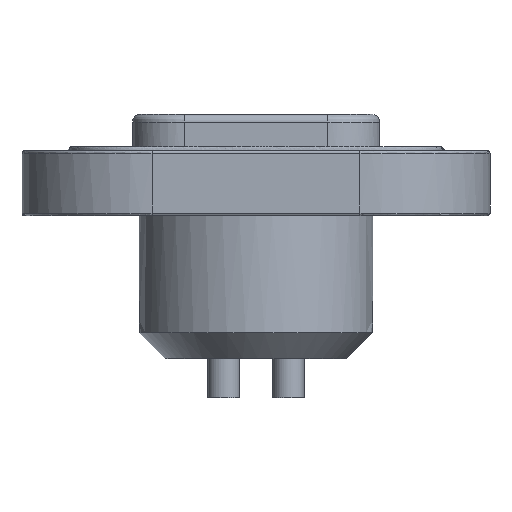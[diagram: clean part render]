
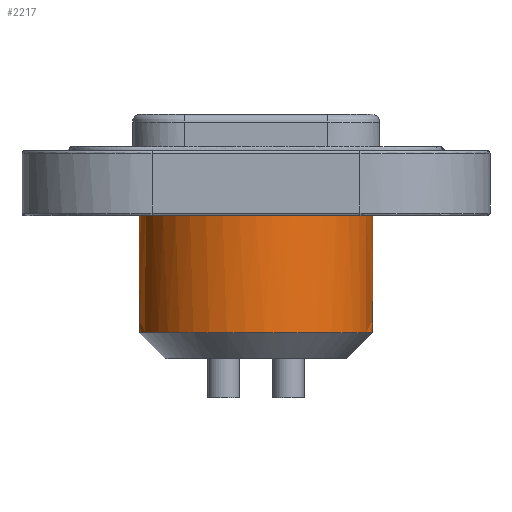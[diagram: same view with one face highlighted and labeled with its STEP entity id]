
A CAD part, left-side view. The second image highlights one B-rep face of the part: STEP entity #2217.
In plain terms, the highlighted free-form (B-spline) face has degree [2, 1] with [7, 2] control points.
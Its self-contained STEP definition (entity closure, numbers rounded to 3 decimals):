
#1943 = EDGE_CURVE('',#1944,#1946,#1948,.T.);
#1944 = VERTEX_POINT('',#1945);
#1945 = CARTESIAN_POINT('',(-11.619,-3.735,
    -3.32));
#1946 = VERTEX_POINT('',#1947);
#1947 = CARTESIAN_POINT('',(-9.036,-2.697,
    -3.32));
#1948 = ( BOUNDED_CURVE() B_SPLINE_CURVE(2,(#1949,#1950,#1951),
.UNSPECIFIED.,.F.,.F.) B_SPLINE_CURVE_WITH_KNOTS((3,3),(4.712,
5.476),.PIECEWISE_BEZIER_KNOTS.) CURVE() 
GEOMETRIC_REPRESENTATION_ITEM() RATIONAL_B_SPLINE_CURVE((1.,
0.928,1.)) REPRESENTATION_ITEM('') );
#1949 = CARTESIAN_POINT('',(-11.619,-3.735,
    -3.32));
#1950 = CARTESIAN_POINT('',(-10.119,-3.735,
    -3.32));
#1951 = CARTESIAN_POINT('',(-9.036,-2.697,
    -3.32));
#1981 = EDGE_CURVE('',#1982,#1946,#1984,.T.);
#1982 = VERTEX_POINT('',#1983);
#1983 = CARTESIAN_POINT('',(-9.036,-2.697,0.));
#1984 = B_SPLINE_CURVE_WITH_KNOTS('',1,(#1985,#1986),.UNSPECIFIED.,.F.,
  .F.,(2,2),(48.95,52.95),.PIECEWISE_BEZIER_KNOTS.);
#1985 = CARTESIAN_POINT('',(-9.036,-2.697,0.));
#1986 = CARTESIAN_POINT('',(-9.036,-2.697,
    -3.32));
#2010 = VERTEX_POINT('',#2011);
#2011 = CARTESIAN_POINT('',(-9.036,2.697,0.));
#2025 = EDGE_CURVE('',#1982,#2026,#2028,.T.);
#2026 = VERTEX_POINT('',#2027);
#2027 = CARTESIAN_POINT('',(-7.885,0.,0.));
#2028 = ( BOUNDED_CURVE() B_SPLINE_CURVE(2,(#2029,#2030,#2031),
.UNSPECIFIED.,.F.,.F.) B_SPLINE_CURVE_WITH_KNOTS((3,3),(5.476,
6.283),.PIECEWISE_BEZIER_KNOTS.) CURVE() 
GEOMETRIC_REPRESENTATION_ITEM() RATIONAL_B_SPLINE_CURVE((1.,
0.92,1.)) REPRESENTATION_ITEM('') );
#2029 = CARTESIAN_POINT('',(-9.036,-2.697,0.));
#2030 = CARTESIAN_POINT('',(-7.885,-1.594,0.));
#2031 = CARTESIAN_POINT('',(-7.885,0.,0.));
#2033 = EDGE_CURVE('',#2026,#2010,#2034,.T.);
#2034 = ( BOUNDED_CURVE() B_SPLINE_CURVE(2,(#2035,#2036,#2037),
.UNSPECIFIED.,.F.,.F.) B_SPLINE_CURVE_WITH_KNOTS((3,3),(6.283,
7.09),.PIECEWISE_BEZIER_KNOTS.) CURVE() 
GEOMETRIC_REPRESENTATION_ITEM() RATIONAL_B_SPLINE_CURVE((1.,
0.92,1.)) REPRESENTATION_ITEM('') );
#2035 = CARTESIAN_POINT('',(-7.885,0.,0.));
#2036 = CARTESIAN_POINT('',(-7.885,1.594,0.));
#2037 = CARTESIAN_POINT('',(-9.036,2.697,0.));
#2055 = EDGE_CURVE('',#2010,#2056,#2058,.T.);
#2056 = VERTEX_POINT('',#2057);
#2057 = CARTESIAN_POINT('',(-9.036,2.697,
    -3.32));
#2058 = B_SPLINE_CURVE_WITH_KNOTS('',1,(#2059,#2060),.UNSPECIFIED.,.F.,
  .F.,(2,2),(48.95,52.95),.PIECEWISE_BEZIER_KNOTS.);
#2059 = CARTESIAN_POINT('',(-9.036,2.697,0.));
#2060 = CARTESIAN_POINT('',(-9.036,2.697,
    -3.32));
#2077 = VERTEX_POINT('',#2078);
#2078 = CARTESIAN_POINT('',(-7.885,0.,-3.735));
#2083 = EDGE_CURVE('',#2077,#2077,#2084,.T.);
#2084 = ( BOUNDED_CURVE() B_SPLINE_CURVE(2,(#2085,#2086,#2087,#2088,
#2089,#2090,#2091),.UNSPECIFIED.,.T.,.F.) B_SPLINE_CURVE_WITH_KNOTS((1,2
    ,2,2,2,1),(-2.094,0.,2.094,4.189,
6.283,8.378),.UNSPECIFIED.) CURVE() 
GEOMETRIC_REPRESENTATION_ITEM() RATIONAL_B_SPLINE_CURVE((1.,0.5,1.,0.5,
1.,0.5,1.)) REPRESENTATION_ITEM('') );
#2085 = CARTESIAN_POINT('',(-7.885,0.,-3.735));
#2086 = CARTESIAN_POINT('',(-7.885,6.469,
    -3.735));
#2087 = CARTESIAN_POINT('',(-13.487,3.234,
    -3.735));
#2088 = CARTESIAN_POINT('',(-19.089,0.,
    -3.735));
#2089 = CARTESIAN_POINT('',(-13.487,-3.234,
    -3.735));
#2090 = CARTESIAN_POINT('',(-7.885,-6.469,
    -3.735));
#2091 = CARTESIAN_POINT('',(-7.885,0.,-3.735));
#2112 = EDGE_CURVE('',#2056,#2113,#2115,.T.);
#2113 = VERTEX_POINT('',#2114);
#2114 = CARTESIAN_POINT('',(-11.619,3.735,
    -3.32));
#2115 = ( BOUNDED_CURVE() B_SPLINE_CURVE(2,(#2116,#2117,#2118),
.UNSPECIFIED.,.F.,.F.) B_SPLINE_CURVE_WITH_KNOTS((3,3),(0.807,
1.571),.PIECEWISE_BEZIER_KNOTS.) CURVE() 
GEOMETRIC_REPRESENTATION_ITEM() RATIONAL_B_SPLINE_CURVE((1.,
0.928,1.)) REPRESENTATION_ITEM('') );
#2116 = CARTESIAN_POINT('',(-9.036,2.697,
    -3.32));
#2117 = CARTESIAN_POINT('',(-10.119,3.735,
    -3.32));
#2118 = CARTESIAN_POINT('',(-11.619,3.735,
    -3.32));
#2201 = VERTEX_POINT('',#2202);
#2202 = CARTESIAN_POINT('',(-11.619,-3.735,0.));
#2207 = EDGE_CURVE('',#2201,#1944,#2208,.T.);
#2208 = B_SPLINE_CURVE_WITH_KNOTS('',1,(#2209,#2210),.UNSPECIFIED.,.F.,
  .F.,(2,2),(48.95,52.95),.PIECEWISE_BEZIER_KNOTS.);
#2209 = CARTESIAN_POINT('',(-11.619,-3.735,0.));
#2210 = CARTESIAN_POINT('',(-11.619,-3.735,
    -3.32));
#2217 = ADVANCED_FACE('',(#2218),#2249,.T.);
#2218 = FACE_BOUND('',#2219,.T.);
#2219 = EDGE_LOOP('',(#2220,#2221,#2226,#2227,#2228,#2229,#2230,#2240,
    #2245,#2246,#2247,#2248));
#2220 = ORIENTED_EDGE('',*,*,#2083,.T.);
#2221 = ORIENTED_EDGE('',*,*,#2222,.T.);
#2222 = EDGE_CURVE('',#2077,#2026,#2223,.T.);
#2223 = B_SPLINE_CURVE_WITH_KNOTS('',1,(#2224,#2225),.UNSPECIFIED.,.F.,
  .F.,(2,2),(1.,5.5),.PIECEWISE_BEZIER_KNOTS.);
#2224 = CARTESIAN_POINT('',(-7.885,0.,-3.735));
#2225 = CARTESIAN_POINT('',(-7.885,0.,0.));
#2226 = ORIENTED_EDGE('',*,*,#2025,.F.);
#2227 = ORIENTED_EDGE('',*,*,#1981,.T.);
#2228 = ORIENTED_EDGE('',*,*,#1943,.F.);
#2229 = ORIENTED_EDGE('',*,*,#2207,.F.);
#2230 = ORIENTED_EDGE('',*,*,#2231,.F.);
#2231 = EDGE_CURVE('',#2232,#2201,#2234,.T.);
#2232 = VERTEX_POINT('',#2233);
#2233 = CARTESIAN_POINT('',(-11.619,3.735,0.));
#2234 = ( BOUNDED_CURVE() B_SPLINE_CURVE(2,(#2235,#2236,#2237,#2238,
#2239),.UNSPECIFIED.,.F.,.F.) B_SPLINE_CURVE_WITH_KNOTS((3,2,3),(
    1.571,3.142,4.712),
.PIECEWISE_BEZIER_KNOTS.) CURVE() GEOMETRIC_REPRESENTATION_ITEM() 
RATIONAL_B_SPLINE_CURVE((1.,0.707,1.,0.707,1.)) 
REPRESENTATION_ITEM('') );
#2235 = CARTESIAN_POINT('',(-11.619,3.735,0.));
#2236 = CARTESIAN_POINT('',(-15.354,3.735,0.));
#2237 = CARTESIAN_POINT('',(-15.354,0.,0.));
#2238 = CARTESIAN_POINT('',(-15.354,-3.735,0.));
#2239 = CARTESIAN_POINT('',(-11.619,-3.735,0.));
#2240 = ORIENTED_EDGE('',*,*,#2241,.T.);
#2241 = EDGE_CURVE('',#2232,#2113,#2242,.T.);
#2242 = B_SPLINE_CURVE_WITH_KNOTS('',1,(#2243,#2244),.UNSPECIFIED.,.F.,
  .F.,(2,2),(48.95,52.95),.PIECEWISE_BEZIER_KNOTS.);
#2243 = CARTESIAN_POINT('',(-11.619,3.735,0.));
#2244 = CARTESIAN_POINT('',(-11.619,3.735,
    -3.32));
#2245 = ORIENTED_EDGE('',*,*,#2112,.F.);
#2246 = ORIENTED_EDGE('',*,*,#2055,.F.);
#2247 = ORIENTED_EDGE('',*,*,#2033,.F.);
#2248 = ORIENTED_EDGE('',*,*,#2222,.F.);
#2249 = ( BOUNDED_SURFACE() B_SPLINE_SURFACE(2,1,(
    (#2250,#2251)
    ,(#2252,#2253)
    ,(#2254,#2255)
    ,(#2256,#2257)
    ,(#2258,#2259)
    ,(#2260,#2261)
    ,(#2262,#2263
)),.UNSPECIFIED.,.T.,.F.,.F.) B_SPLINE_SURFACE_WITH_KNOTS((1,2,2,2,2,1),
  (2,2),(-2.094,0.,2.094,4.189,6.283,
    8.378),(1.,5.5),.UNSPECIFIED.) 
GEOMETRIC_REPRESENTATION_ITEM() RATIONAL_B_SPLINE_SURFACE((
    (1.,1.)
    ,(0.5,0.5)
    ,(1.,1.)
    ,(0.5,0.5)
    ,(1.,1.)
    ,(0.5,0.5)
,(1.,1.))) REPRESENTATION_ITEM('') SURFACE() );
#2250 = CARTESIAN_POINT('',(-7.885,0.,-3.735));
#2251 = CARTESIAN_POINT('',(-7.885,0.,0.));
#2252 = CARTESIAN_POINT('',(-7.885,6.469,
    -3.735));
#2253 = CARTESIAN_POINT('',(-7.885,6.469,0.));
#2254 = CARTESIAN_POINT('',(-13.487,3.234,
    -3.735));
#2255 = CARTESIAN_POINT('',(-13.487,3.234,0.));
#2256 = CARTESIAN_POINT('',(-19.089,0.,
    -3.735));
#2257 = CARTESIAN_POINT('',(-19.089,0.,0.));
#2258 = CARTESIAN_POINT('',(-13.487,-3.234,
    -3.735));
#2259 = CARTESIAN_POINT('',(-13.487,-3.234,0.));
#2260 = CARTESIAN_POINT('',(-7.885,-6.469,
    -3.735));
#2261 = CARTESIAN_POINT('',(-7.885,-6.469,0.));
#2262 = CARTESIAN_POINT('',(-7.885,0.,-3.735));
#2263 = CARTESIAN_POINT('',(-7.885,0.,0.));
